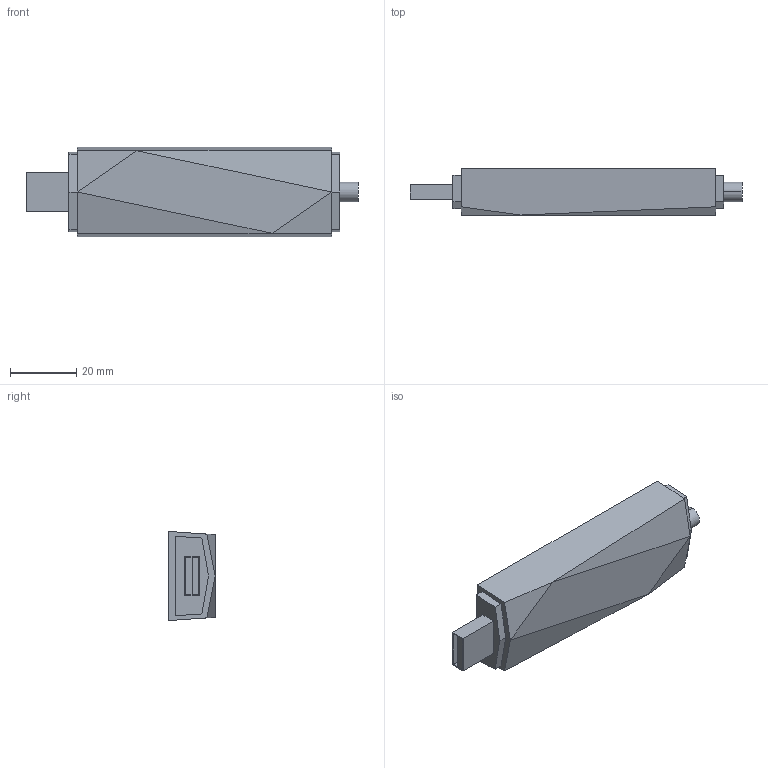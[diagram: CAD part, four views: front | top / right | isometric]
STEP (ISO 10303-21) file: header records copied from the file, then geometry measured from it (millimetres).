
FILE_DESCRIPTION (( 'STEP AP203' ), '1' );
FILE_NAME ('ASUS Wireless USB AC56 Stick.STEP', '2019-08-23T11:27:00', ( '' ), ( '' ), 'SwSTEP 2.0', 'SolidWorks 2018', '' );
FILE_SCHEMA (( 'CONFIG_CONTROL_DESIGN' ));
Length unit declared in the file: millimetre
Products named in the file (1): ASUS Wireless USB AC56 Stick
Bounding box: 100.5 x 14 x 27 mm (x, y, z)
Volume: 28845.1 mm3; surface area: 8298.4 mm2
Topology: 2 solids, 2 shells, 49 faces, 116 edges, 76 vertices
Faces by surface type: plane 47, cylinder 2
Entity records: 1465 total; most frequent: CARTESIAN_POINT 242, ORIENTED_EDGE 232, DIRECTION 220, EDGE_CURVE 116, VECTOR 112, LINE 112, VERTEX_POINT 76, EDGE_LOOP 58
